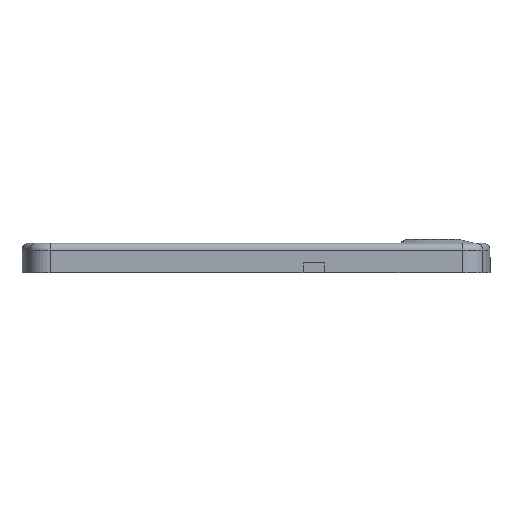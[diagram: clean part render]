
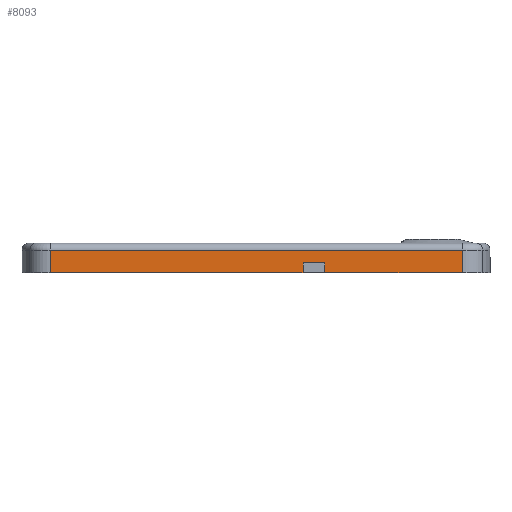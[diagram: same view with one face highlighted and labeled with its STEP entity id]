
A CAD part, front view. The second image highlights one B-rep face of the part: STEP entity #8093.
In plain terms, the highlighted planar face has unit normal (0, -1, 0).
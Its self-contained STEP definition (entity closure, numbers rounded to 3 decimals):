
#535=PLANE('',#8816);
#952=LINE('',#13832,#1698);
#956=LINE('',#13840,#1702);
#1154=LINE('',#14791,#1900);
#1156=LINE('',#14794,#1902);
#1157=LINE('',#14796,#1903);
#1261=LINE('',#15022,#2007);
#1275=LINE('',#15179,#2021);
#1276=LINE('',#15181,#2022);
#1698=VECTOR('',#9962,10.);
#1702=VECTOR('',#9966,10.);
#1900=VECTOR('',#10562,10.);
#1902=VECTOR('',#10566,10.);
#1903=VECTOR('',#10569,10.);
#2007=VECTOR('',#10841,10.);
#2021=VECTOR('',#10949,10.);
#2022=VECTOR('',#10952,10.);
#2734=FACE_OUTER_BOUND('',#3259,.T.);
#3259=EDGE_LOOP('',(#7551,#7552,#7553,#7554,#7555,#7556,#7557,#7558));
#3916=VERTEX_POINT('',#13829);
#3917=VERTEX_POINT('',#13831);
#3920=VERTEX_POINT('',#13837);
#3921=VERTEX_POINT('',#13839);
#4085=VERTEX_POINT('',#14788);
#4086=VERTEX_POINT('',#14790);
#4123=VERTEX_POINT('',#15019);
#4124=VERTEX_POINT('',#15021);
#4845=EDGE_CURVE('',#3917,#3916,#952,.T.);
#4849=EDGE_CURVE('',#3921,#3920,#956,.T.);
#5134=EDGE_CURVE('',#4086,#4085,#1154,.T.);
#5136=EDGE_CURVE('',#3920,#4086,#1156,.T.);
#5137=EDGE_CURVE('',#4085,#3917,#1157,.T.);
#5245=EDGE_CURVE('',#4123,#4124,#1261,.T.);
#5280=EDGE_CURVE('',#3916,#4124,#1275,.T.);
#5281=EDGE_CURVE('',#3921,#4123,#1276,.T.);
#7551=ORIENTED_EDGE('',*,*,#5137,.T.);
#7552=ORIENTED_EDGE('',*,*,#4845,.T.);
#7553=ORIENTED_EDGE('',*,*,#5280,.T.);
#7554=ORIENTED_EDGE('',*,*,#5245,.F.);
#7555=ORIENTED_EDGE('',*,*,#5281,.F.);
#7556=ORIENTED_EDGE('',*,*,#4849,.T.);
#7557=ORIENTED_EDGE('',*,*,#5136,.T.);
#7558=ORIENTED_EDGE('',*,*,#5134,.T.);
#8093=ADVANCED_FACE('',(#2734),#535,.T.);
#8816=AXIS2_PLACEMENT_3D('',#15180,#10950,#10951);
#9962=DIRECTION('',(1.,0.,0.));
#9966=DIRECTION('',(1.,0.,0.));
#10562=DIRECTION('',(1.,0.,0.));
#10566=DIRECTION('',(0.,0.,1.));
#10569=DIRECTION('',(0.,0.,-1.));
#10841=DIRECTION('',(1.,0.,0.));
#10949=DIRECTION('',(0.,0.,1.));
#10950=DIRECTION('center_axis',(0.,-1.,0.));
#10951=DIRECTION('ref_axis',(1.,0.,0.));
#10952=DIRECTION('',(0.,0.,1.));
#13829=CARTESIAN_POINT('',(105.391,-69.863,0.));
#13831=CARTESIAN_POINT('',(35.,-69.863,0.));
#13832=CARTESIAN_POINT('',(-105.066,-69.863,0.));
#13837=CARTESIAN_POINT('',(24.,-69.863,0.));
#13839=CARTESIAN_POINT('',(-105.066,-69.863,0.));
#13840=CARTESIAN_POINT('',(-105.066,-69.863,0.));
#14788=CARTESIAN_POINT('',(35.,-69.863,5.));
#14790=CARTESIAN_POINT('',(24.,-69.863,5.));
#14791=CARTESIAN_POINT('',(-40.533,-69.863,5.));
#14794=CARTESIAN_POINT('',(24.,-69.863,0.));
#14796=CARTESIAN_POINT('',(35.,-69.863,2.5));
#15019=CARTESIAN_POINT('',(-105.066,-69.863,11.5));
#15021=CARTESIAN_POINT('',(105.391,-69.863,11.5));
#15022=CARTESIAN_POINT('',(-52.533,-69.863,11.5));
#15179=CARTESIAN_POINT('',(105.391,-69.863,0.));
#15180=CARTESIAN_POINT('Origin',(-105.066,-69.863,0.));
#15181=CARTESIAN_POINT('',(-105.066,-69.863,0.));
